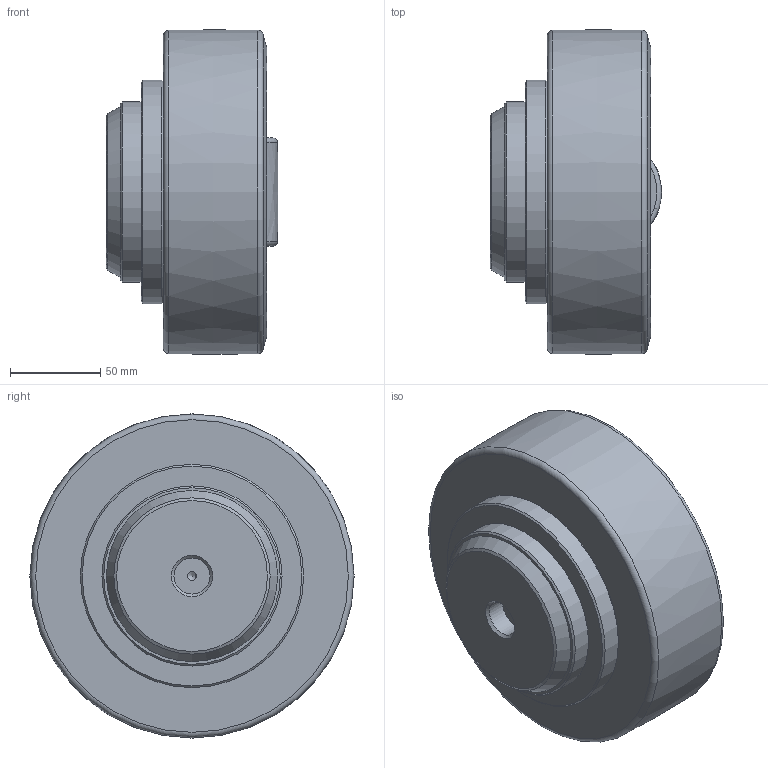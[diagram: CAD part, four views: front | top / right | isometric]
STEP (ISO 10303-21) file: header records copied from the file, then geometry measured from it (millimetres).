
FILE_DESCRIPTION(/* description */ ('-','CAx-IF Rec.Pracs.---Representation and Presentation of Product Manufacturing Information (PMI)---4.0---2014-10-13'),/* implementation_level */ '2;1');
FILE_NAME(/* name */ '3c1af4bd-5e46-4fd6-aca9-35fe83365487.stp',/* time_stamp */ '2020-04-01T16:42:42+02:00',/* author */ ('-'),/* organization */ ('NTI CADcenter A/S'),/* preprocessor_version */ 'ST-DEVELOPER v18',/* originating_system */ 'Autodesk Inventor 2020',/* authorisation */ '-');
FILE_SCHEMA (('AP242_MANAGED_MODEL_BASED_3D_ENGINEERING_MIM_LF { 1 0 10303 442 1 1 4 }'));
Length unit declared in the file: millimetre
Products named in the file (1): TR 180.0200_Kontur
Bounding box: 95.4 x 180 x 179.98 mm (x, y, z)
Volume: 1741960.8 mm3; surface area: 92236.4 mm2
Topology: 1 solids, 1 shells, 28 faces, 67 edges, 46 vertices
Faces by surface type: plane 9, cone 8, cylinder 5, torus 4, bspline 2
Full cylindrical faces by diameter (mm): 4 x1, 4.917 x1, 20 x1, 100 x1, 124 x1
Entity records: 987 total; most frequent: CARTESIAN_POINT 273, DIRECTION 153, ORIENTED_EDGE 132, AXIS2_PLACEMENT_3D 69, EDGE_CURVE 66, VERTEX_POINT 46, CIRCLE 41, EDGE_LOOP 34
